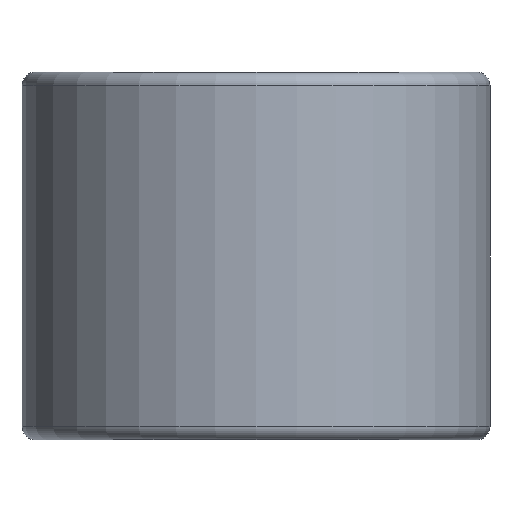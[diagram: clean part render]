
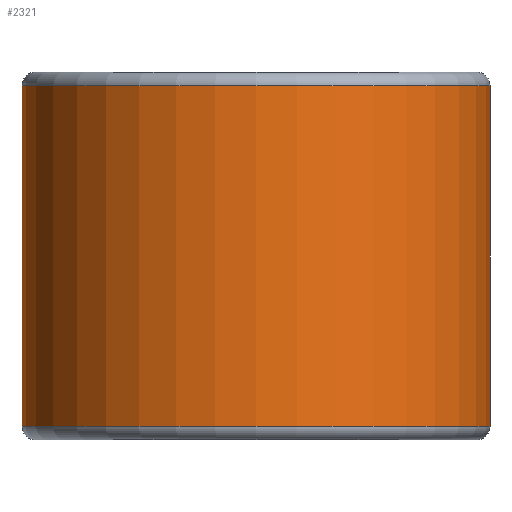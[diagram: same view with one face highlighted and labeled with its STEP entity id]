
A CAD part, front view. The second image highlights one B-rep face of the part: STEP entity #2321.
In plain terms, the highlighted cylindrical face has radius 13.094 mm (diameter 26.187 mm), a partial arc.
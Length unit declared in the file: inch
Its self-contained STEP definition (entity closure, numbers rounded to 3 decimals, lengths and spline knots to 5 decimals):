
#38 = LINE ( 'NONE', #2479, #2177 ) ;
#77 = FACE_OUTER_BOUND ( 'NONE', #1994, .T. ) ;
#135 = CARTESIAN_POINT ( 'NONE',  ( -0.078, -1.375, 0.375 ) ) ;
#249 = CARTESIAN_POINT ( 'NONE',  ( 0.4375, -1.375, 0.375 ) ) ;
#271 = VECTOR ( 'NONE', #2216, 39.37008 ) ;
#451 = DIRECTION ( 'NONE',  ( 1., 0., 0. ) ) ;
#602 = DIRECTION ( 'NONE',  ( 0., 0., 1. ) ) ;
#734 = CARTESIAN_POINT ( 'NONE',  ( 0.953, -1.375, -0.375 ) ) ;
#762 = CARTESIAN_POINT ( 'NONE',  ( 0.4375, -1.375, 0. ) ) ;
#818 = LINE ( 'NONE', #135, #271 ) ;
#824 = ORIENTED_EDGE ( 'NONE', *, *, #860, .T. ) ;
#860 = EDGE_CURVE ( 'NONE', #2692, #1049, #2680, .T. ) ;
#880 = DIRECTION ( 'NONE',  ( 0., 0., 1. ) ) ;
#965 = AXIS2_PLACEMENT_3D ( 'NONE', #249, #1688, #451 ) ;
#1049 = VERTEX_POINT ( 'NONE', #734 ) ;
#1178 = DIRECTION ( 'NONE',  ( 0., 0., 1. ) ) ;
#1233 = EDGE_CURVE ( 'NONE', #1049, #1645, #38, .T. ) ;
#1365 = AXIS2_PLACEMENT_3D ( 'NONE', #2135, #880, #2349 ) ;
#1402 = CYLINDRICAL_SURFACE ( 'NONE', #2116, 0.5155 ) ;
#1412 = CARTESIAN_POINT ( 'NONE',  ( 0.953, -1.375, 0.375 ) ) ;
#1638 = CIRCLE ( 'NONE', #965, 0.5155 ) ;
#1645 = VERTEX_POINT ( 'NONE', #1412 ) ;
#1688 = DIRECTION ( 'NONE',  ( 0., 0., 1. ) ) ;
#1749 = EDGE_CURVE ( 'NONE', #1802, #2692, #818, .T. ) ;
#1802 = VERTEX_POINT ( 'NONE', #2642 ) ;
#1818 = DIRECTION ( 'NONE',  ( 1., 0., 0. ) ) ;
#1870 = ORIENTED_EDGE ( 'NONE', *, *, #1940, .F. ) ;
#1940 = EDGE_CURVE ( 'NONE', #1802, #1645, #1638, .T. ) ;
#1994 = EDGE_LOOP ( 'NONE', ( #824, #2400, #1870, #2610 ) ) ;
#2116 = AXIS2_PLACEMENT_3D ( 'NONE', #762, #1178, #1818 ) ;
#2135 = CARTESIAN_POINT ( 'NONE',  ( 0.4375, -1.375, -0.375 ) ) ;
#2177 = VECTOR ( 'NONE', #602, 39.37008 ) ;
#2216 = DIRECTION ( 'NONE',  ( 0., 0., -1. ) ) ;
#2321 = ADVANCED_FACE ( 'NONE', ( #77 ), #1402, .T. ) ;
#2349 = DIRECTION ( 'NONE',  ( 1., 0., 0. ) ) ;
#2400 = ORIENTED_EDGE ( 'NONE', *, *, #1233, .T. ) ;
#2479 = CARTESIAN_POINT ( 'NONE',  ( 0.953, -1.375, 0. ) ) ;
#2610 = ORIENTED_EDGE ( 'NONE', *, *, #1749, .T. ) ;
#2622 = CARTESIAN_POINT ( 'NONE',  ( -0.078, -1.375, -0.375 ) ) ;
#2642 = CARTESIAN_POINT ( 'NONE',  ( -0.078, -1.375, 0.375 ) ) ;
#2680 = CIRCLE ( 'NONE', #1365, 0.5155 ) ;
#2692 = VERTEX_POINT ( 'NONE', #2622 ) ;
